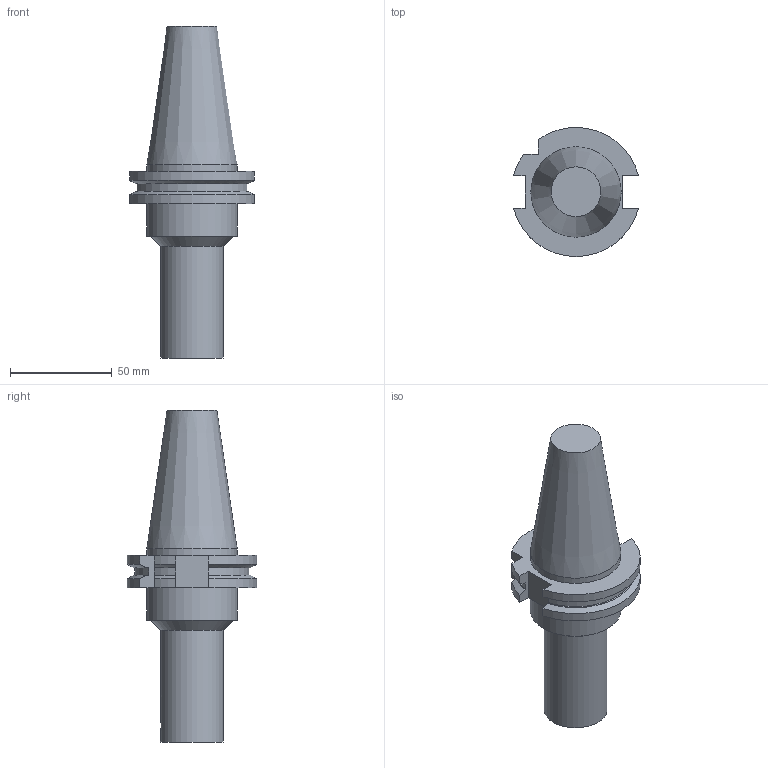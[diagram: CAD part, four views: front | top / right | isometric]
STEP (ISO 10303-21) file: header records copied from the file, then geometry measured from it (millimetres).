
FILE_DESCRIPTION((''),'1');
FILE_NAME('DV40-CKB3-95.stp','2023-09-20T07:56:30',(''),(''),'Spatial Interop R21 SP3','Kubotek KeyCreator 2011 V10.0.2 (22737)',' ');
FILE_SCHEMA(('automotive_design'));
Length unit declared in the file: millimetre
Products named in the file (1): 240[2]
Bounding box: 61.48 x 63.54 x 163.4 mm (x, y, z)
Volume: 179906 mm3; surface area: 25916.3 mm2
Topology: 1 solids, 1 shells, 43 faces, 109 edges, 72 vertices
Faces by surface type: plane 21, cylinder 14, cone 8
Full cylindrical faces by diameter (mm): 6.2 x1, 18 x1, 31 x1, 44.45 x1, 44.7 x1
Entity records: 2411 total; most frequent: CARTESIAN_POINT 369, DIRECTION 209, ORIENTED_EDGE 200, PRESENTATION_STYLE_ASSIGNMENT 188, COLOUR_RGB 188, STYLED_ITEM 144, CURVE_STYLE 144, DRAUGHTING_PRE_DEFINED_CURVE_FONT 144
